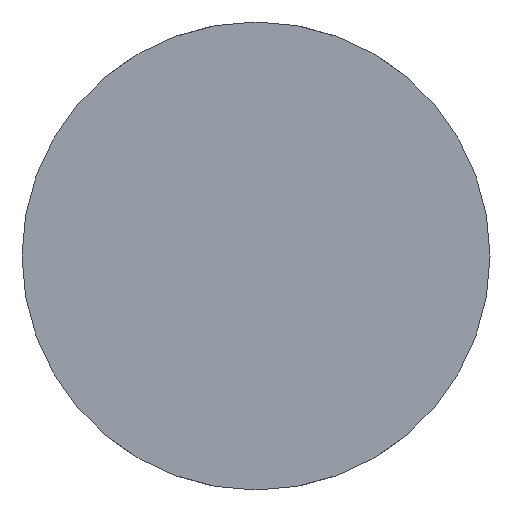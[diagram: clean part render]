
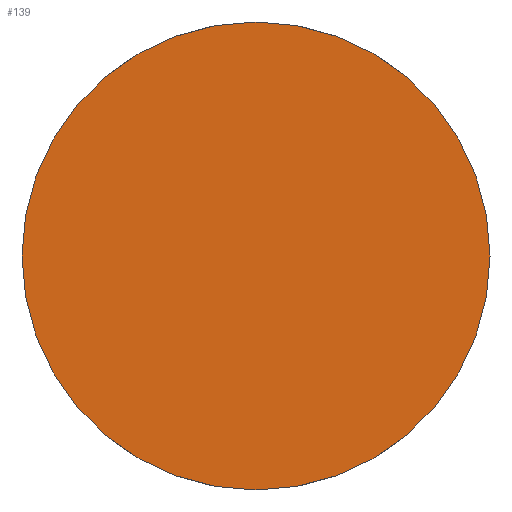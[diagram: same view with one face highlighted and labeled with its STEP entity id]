
A CAD part, top view. The second image highlights one B-rep face of the part: STEP entity #139.
In plain terms, the highlighted planar face has unit normal (0, 0, 1).
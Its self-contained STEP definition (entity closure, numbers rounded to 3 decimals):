
#4 = DIRECTION ( 'NONE',  ( 0., 0., -1. ) ) ;
#10 = VERTEX_POINT ( 'NONE', #23 ) ;
#13 = VERTEX_POINT ( 'NONE', #115 ) ;
#15 = DIRECTION ( 'NONE',  ( 0., 0., -1. ) ) ;
#16 = DIRECTION ( 'NONE',  ( -1., 0., 0. ) ) ;
#23 = CARTESIAN_POINT ( 'NONE',  ( 42., 0., 0. ) ) ;
#26 = ORIENTED_EDGE ( 'NONE', *, *, #78, .F. ) ;
#32 = ORIENTED_EDGE ( 'NONE', *, *, #105, .F. ) ;
#33 = AXIS2_PLACEMENT_3D ( 'NONE', #117, #38, #125 ) ;
#38 = DIRECTION ( 'NONE',  ( 0., 0., -1. ) ) ;
#46 = AXIS2_PLACEMENT_3D ( 'NONE', #107, #15, #118 ) ;
#51 = AXIS2_PLACEMENT_3D ( 'NONE', #98, #4, #16 ) ;
#54 = CIRCLE ( 'NONE', #46, 42. ) ;
#56 = CIRCLE ( 'NONE', #33, 42. ) ;
#59 = FACE_OUTER_BOUND ( 'NONE', #116, .T. ) ;
#78 = EDGE_CURVE ( 'NONE', #13, #10, #56, .T. ) ;
#97 = PLANE ( 'NONE',  #51 ) ;
#98 = CARTESIAN_POINT ( 'NONE',  ( 0., 0., 0. ) ) ;
#105 = EDGE_CURVE ( 'NONE', #10, #13, #54, .T. ) ;
#107 = CARTESIAN_POINT ( 'NONE',  ( 0., 0., 0. ) ) ;
#115 = CARTESIAN_POINT ( 'NONE',  ( -42., 0., 0. ) ) ;
#116 = EDGE_LOOP ( 'NONE', ( #32, #26 ) ) ;
#117 = CARTESIAN_POINT ( 'NONE',  ( 0., 0., 0. ) ) ;
#118 = DIRECTION ( 'NONE',  ( -1., 0., 0. ) ) ;
#125 = DIRECTION ( 'NONE',  ( -1., 0., 0. ) ) ;
#139 = ADVANCED_FACE ( 'NONE', ( #59 ), #97, .F. ) ;
